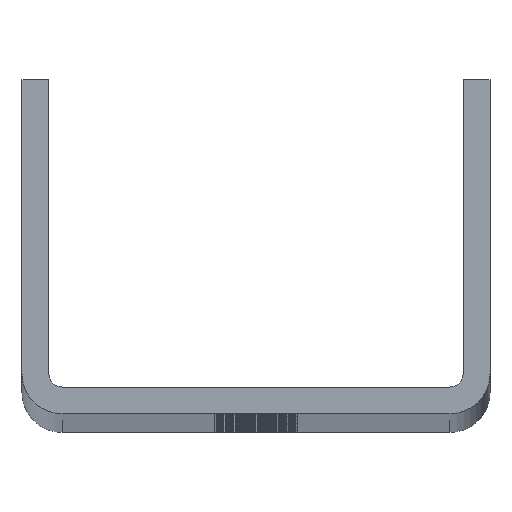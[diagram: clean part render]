
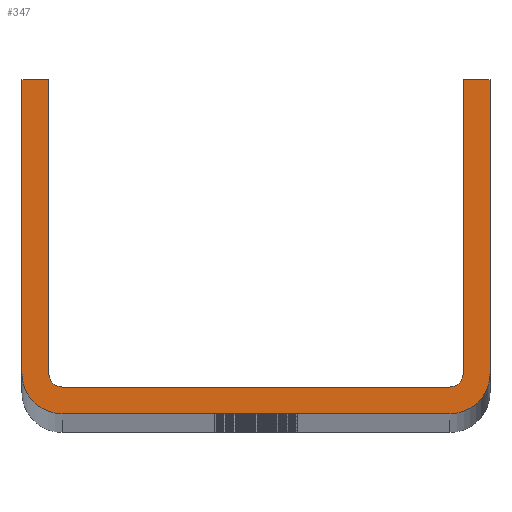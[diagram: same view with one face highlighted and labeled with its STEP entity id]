
A CAD part, top view. The second image highlights one B-rep face of the part: STEP entity #347.
In plain terms, the highlighted planar face has unit normal (0, 0, 1).
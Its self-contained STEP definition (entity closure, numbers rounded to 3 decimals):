
#18 = CARTESIAN_POINT ( 'NONE',  ( -29., 4., 1600. ) ) ;
#306 = EDGE_CURVE ( 'NONE', #3669, #5822, #7515, .T. ) ;
#337 = DIRECTION ( 'NONE',  ( 1., 0., 0. ) ) ;
#347 = ADVANCED_FACE ( 'NONE', ( #16956 ), #8643, .T. ) ;
#402 = CARTESIAN_POINT ( 'NONE',  ( 31., 6., 1600. ) ) ;
#777 = EDGE_LOOP ( 'NONE', ( #4809, #5849, #12325, #14641, #6156, #14972, #15497, #5341, #11893, #4654, #9692, #14514 ) ) ;
#943 = DIRECTION ( 'NONE',  ( 1., 0., 0. ) ) ;
#1461 = EDGE_CURVE ( 'NONE', #2561, #5233, #11878, .T. ) ;
#1495 = AXIS2_PLACEMENT_3D ( 'NONE', #1651, #12279, #337 ) ;
#1552 = AXIS2_PLACEMENT_3D ( 'NONE', #6361, #5139, #9067 ) ;
#1619 = CARTESIAN_POINT ( 'NONE',  ( 31., 50., 1600. ) ) ;
#1651 = CARTESIAN_POINT ( 'NONE',  ( -29., 6., 1600. ) ) ;
#1688 = VERTEX_POINT ( 'NONE', #14470 ) ;
#2002 = CARTESIAN_POINT ( 'NONE',  ( 35., 6., 1600. ) ) ;
#2170 = DIRECTION ( 'NONE',  ( 1., 0., 0. ) ) ;
#2221 = AXIS2_PLACEMENT_3D ( 'NONE', #3412, #11429, #3588 ) ;
#2561 = VERTEX_POINT ( 'NONE', #10673 ) ;
#3412 = CARTESIAN_POINT ( 'NONE',  ( 29., 6., 1600. ) ) ;
#3438 = EDGE_CURVE ( 'NONE', #3518, #10045, #9305, .T. ) ;
#3482 = LINE ( 'NONE', #16937, #9871 ) ;
#3508 = CARTESIAN_POINT ( 'NONE',  ( -31., 50., 1600. ) ) ;
#3518 = VERTEX_POINT ( 'NONE', #402 ) ;
#3588 = DIRECTION ( 'NONE',  ( 1., 0., 0. ) ) ;
#3669 = VERTEX_POINT ( 'NONE', #9811 ) ;
#3763 = DIRECTION ( 'NONE',  ( 1., 0., 0. ) ) ;
#3960 = VERTEX_POINT ( 'NONE', #5954 ) ;
#4181 = EDGE_CURVE ( 'NONE', #1688, #3960, #6790, .T. ) ;
#4397 = CARTESIAN_POINT ( 'NONE',  ( -35., 50., 1600. ) ) ;
#4419 = DIRECTION ( 'NONE',  ( 0., -1., 0. ) ) ;
#4654 = ORIENTED_EDGE ( 'NONE', *, *, #4181, .T. ) ;
#4679 = CARTESIAN_POINT ( 'NONE',  ( 35., 50., 1600. ) ) ;
#4809 = ORIENTED_EDGE ( 'NONE', *, *, #7786, .T. ) ;
#5139 = DIRECTION ( 'NONE',  ( 0., 0., 1. ) ) ;
#5233 = VERTEX_POINT ( 'NONE', #5242 ) ;
#5242 = CARTESIAN_POINT ( 'NONE',  ( 29., 4., 1600. ) ) ;
#5341 = ORIENTED_EDGE ( 'NONE', *, *, #14578, .F. ) ;
#5822 = VERTEX_POINT ( 'NONE', #5896 ) ;
#5849 = ORIENTED_EDGE ( 'NONE', *, *, #15555, .F. ) ;
#5896 = CARTESIAN_POINT ( 'NONE',  ( -31., 6., 1600. ) ) ;
#5954 = CARTESIAN_POINT ( 'NONE',  ( -29., 0., 1600. ) ) ;
#6156 = ORIENTED_EDGE ( 'NONE', *, *, #1461, .F. ) ;
#6352 = LINE ( 'NONE', #14278, #13515 ) ;
#6361 = CARTESIAN_POINT ( 'NONE',  ( 29., 6., 1600. ) ) ;
#6633 = CARTESIAN_POINT ( 'NONE',  ( -29., 0., 1600. ) ) ;
#6688 = CARTESIAN_POINT ( 'NONE',  ( 31., 6., 1600. ) ) ;
#6790 = CIRCLE ( 'NONE', #1495, 6. ) ;
#6851 = EDGE_CURVE ( 'NONE', #3960, #11345, #14472, .T. ) ;
#7163 = EDGE_CURVE ( 'NONE', #5233, #3518, #10105, .T. ) ;
#7515 = LINE ( 'NONE', #3508, #8349 ) ;
#7786 = EDGE_CURVE ( 'NONE', #9676, #13836, #13949, .T. ) ;
#8142 = AXIS2_PLACEMENT_3D ( 'NONE', #8875, #16731, #943 ) ;
#8178 = CARTESIAN_POINT ( 'NONE',  ( -35., 50., 1600. ) ) ;
#8270 = CIRCLE ( 'NONE', #11854, 2. ) ;
#8349 = VECTOR ( 'NONE', #15466, 1000. ) ;
#8527 = CARTESIAN_POINT ( 'NONE',  ( 35., 6., 1600. ) ) ;
#8643 = PLANE ( 'NONE',  #2221 ) ;
#8875 = CARTESIAN_POINT ( 'NONE',  ( 29., 6., 1600. ) ) ;
#9067 = DIRECTION ( 'NONE',  ( 1., 0., 0. ) ) ;
#9305 = LINE ( 'NONE', #6688, #12111 ) ;
#9606 = EDGE_CURVE ( 'NONE', #10126, #1688, #16393, .T. ) ;
#9676 = VERTEX_POINT ( 'NONE', #8527 ) ;
#9692 = ORIENTED_EDGE ( 'NONE', *, *, #6851, .T. ) ;
#9811 = CARTESIAN_POINT ( 'NONE',  ( -31., 50., 1600. ) ) ;
#9871 = VECTOR ( 'NONE', #2170, 1000. ) ;
#10045 = VERTEX_POINT ( 'NONE', #1619 ) ;
#10105 = CIRCLE ( 'NONE', #8142, 2. ) ;
#10126 = VERTEX_POINT ( 'NONE', #4397 ) ;
#10173 = CARTESIAN_POINT ( 'NONE',  ( -29., 6., 1600. ) ) ;
#10335 = DIRECTION ( 'NONE',  ( 0., 0., 1. ) ) ;
#10394 = VECTOR ( 'NONE', #12657, 1000. ) ;
#10591 = EDGE_CURVE ( 'NONE', #11345, #9676, #13512, .T. ) ;
#10673 = CARTESIAN_POINT ( 'NONE',  ( -29., 4., 1600. ) ) ;
#10743 = EDGE_CURVE ( 'NONE', #5822, #2561, #8270, .T. ) ;
#11345 = VERTEX_POINT ( 'NONE', #14590 ) ;
#11429 = DIRECTION ( 'NONE',  ( 0., 0., 1. ) ) ;
#11659 = DIRECTION ( 'NONE',  ( 1., 0., 0. ) ) ;
#11854 = AXIS2_PLACEMENT_3D ( 'NONE', #10173, #10335, #15406 ) ;
#11878 = LINE ( 'NONE', #18, #16261 ) ;
#11893 = ORIENTED_EDGE ( 'NONE', *, *, #9606, .T. ) ;
#12021 = DIRECTION ( 'NONE',  ( 1., 0., 0. ) ) ;
#12111 = VECTOR ( 'NONE', #13562, 1000. ) ;
#12279 = DIRECTION ( 'NONE',  ( 0., 0., 1. ) ) ;
#12325 = ORIENTED_EDGE ( 'NONE', *, *, #3438, .F. ) ;
#12657 = DIRECTION ( 'NONE',  ( 0., 1., 0. ) ) ;
#13512 = CIRCLE ( 'NONE', #1552, 6. ) ;
#13515 = VECTOR ( 'NONE', #11659, 1000. ) ;
#13562 = DIRECTION ( 'NONE',  ( 0., 1., 0. ) ) ;
#13836 = VERTEX_POINT ( 'NONE', #4679 ) ;
#13949 = LINE ( 'NONE', #2002, #10394 ) ;
#14278 = CARTESIAN_POINT ( 'NONE',  ( 31., 50., 1600. ) ) ;
#14470 = CARTESIAN_POINT ( 'NONE',  ( -35., 6., 1600. ) ) ;
#14472 = LINE ( 'NONE', #6633, #15954 ) ;
#14514 = ORIENTED_EDGE ( 'NONE', *, *, #10591, .T. ) ;
#14578 = EDGE_CURVE ( 'NONE', #10126, #3669, #3482, .T. ) ;
#14590 = CARTESIAN_POINT ( 'NONE',  ( 29., 0., 1600. ) ) ;
#14641 = ORIENTED_EDGE ( 'NONE', *, *, #7163, .F. ) ;
#14972 = ORIENTED_EDGE ( 'NONE', *, *, #10743, .F. ) ;
#15406 = DIRECTION ( 'NONE',  ( 1., 0., 0. ) ) ;
#15466 = DIRECTION ( 'NONE',  ( 0., -1., 0. ) ) ;
#15497 = ORIENTED_EDGE ( 'NONE', *, *, #306, .F. ) ;
#15555 = EDGE_CURVE ( 'NONE', #10045, #13836, #6352, .T. ) ;
#15954 = VECTOR ( 'NONE', #12021, 1000. ) ;
#16261 = VECTOR ( 'NONE', #3763, 1000. ) ;
#16323 = VECTOR ( 'NONE', #4419, 1000. ) ;
#16393 = LINE ( 'NONE', #8178, #16323 ) ;
#16731 = DIRECTION ( 'NONE',  ( 0., 0., 1. ) ) ;
#16937 = CARTESIAN_POINT ( 'NONE',  ( -35., 50., 1600. ) ) ;
#16956 = FACE_OUTER_BOUND ( 'NONE', #777, .T. ) ;
